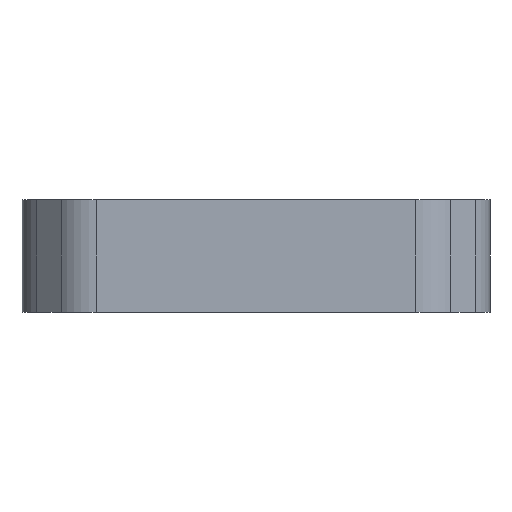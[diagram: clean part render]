
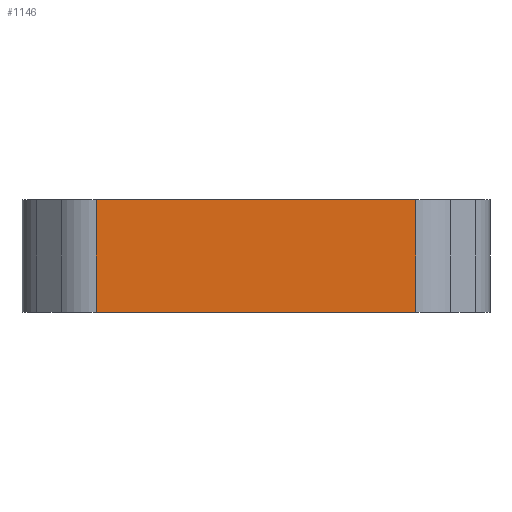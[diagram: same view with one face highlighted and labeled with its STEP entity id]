
A CAD part, left-side view. The second image highlights one B-rep face of the part: STEP entity #1146.
In plain terms, the highlighted planar face has unit normal (-1, 0, 0).
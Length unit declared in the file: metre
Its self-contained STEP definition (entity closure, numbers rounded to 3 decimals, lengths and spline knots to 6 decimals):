
#242=ORIENTED_EDGE('',*,*,#428,.T.);
#243=ORIENTED_EDGE('',*,*,#530,.F.);
#244=ORIENTED_EDGE('',*,*,#531,.F.);
#245=ORIENTED_EDGE('',*,*,#528,.T.);
#428=EDGE_CURVE('',#593,#592,#699,.T.);
#528=EDGE_CURVE('',#672,#593,#767,.T.);
#530=EDGE_CURVE('',#673,#592,#768,.T.);
#531=EDGE_CURVE('',#672,#673,#769,.T.);
#592=VERTEX_POINT('',#1672);
#593=VERTEX_POINT('',#1674);
#672=VERTEX_POINT('',#1875);
#673=VERTEX_POINT('',#1879);
#699=LINE('',#1673,#819);
#767=LINE('',#1874,#887);
#768=LINE('',#1878,#888);
#769=LINE('',#1880,#889);
#819=VECTOR('',#1329,1.);
#887=VECTOR('',#1505,1.);
#888=VECTOR('',#1510,1.);
#889=VECTOR('',#1511,1.);
#963=EDGE_LOOP('',(#242,#243,#244,#245));
#1045=FACE_BOUND('',#963,.T.);
#1099=PLANE('',#1256);
#1146=ADVANCED_FACE('',(#1045),#1099,.F.);
#1256=AXIS2_PLACEMENT_3D('',#1877,#1508,#1509);
#1329=DIRECTION('',(0.,-1.,0.));
#1505=DIRECTION('',(0.,0.,-1.));
#1508=DIRECTION('',(1.,0.,0.));
#1509=DIRECTION('',(0.,0.,-1.));
#1510=DIRECTION('',(0.,0.,-1.));
#1511=DIRECTION('',(0.,-1.,0.));
#1672=CARTESIAN_POINT('',(-0.024956,-0.017013,-0.003));
#1673=CARTESIAN_POINT('',(-0.024956,0.000001,-0.003));
#1674=CARTESIAN_POINT('',(-0.024956,0.017015,-0.003));
#1874=CARTESIAN_POINT('',(-0.024956,0.017015,0.009));
#1875=CARTESIAN_POINT('',(-0.024956,0.017015,0.009));
#1877=CARTESIAN_POINT('',(-0.024956,0.000001,0.009));
#1878=CARTESIAN_POINT('',(-0.024956,-0.017013,0.009));
#1879=CARTESIAN_POINT('',(-0.024956,-0.017013,0.009));
#1880=CARTESIAN_POINT('',(-0.024956,0.000001,0.009));
